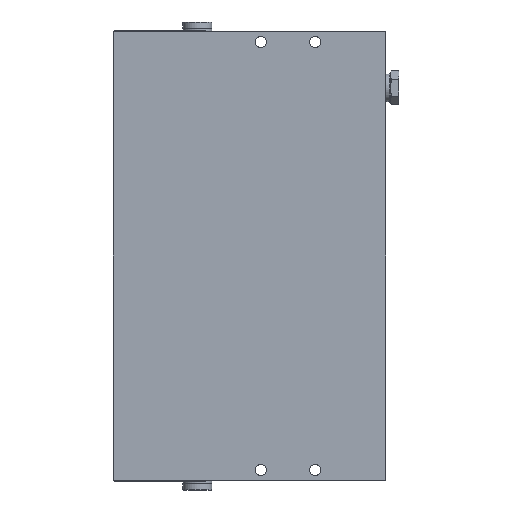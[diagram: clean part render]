
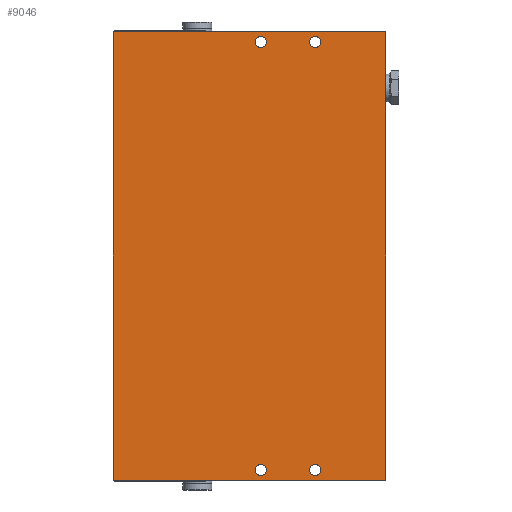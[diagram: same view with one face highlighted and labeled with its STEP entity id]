
A CAD part, front view. The second image highlights one B-rep face of the part: STEP entity #9046.
In plain terms, the highlighted planar face has unit normal (0, -1, 0).
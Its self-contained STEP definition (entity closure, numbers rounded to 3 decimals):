
#564=LINE('',#14276,#1190);
#605=LINE('',#14467,#1231);
#606=LINE('',#14477,#1232);
#607=LINE('',#14479,#1233);
#1190=VECTOR('',#11251,1000.);
#1231=VECTOR('',#11406,1000.);
#1232=VECTOR('',#11417,1000.);
#1233=VECTOR('',#11418,1000.);
#2050=ORIENTED_EDGE('',*,*,#4395,.T.);
#2051=ORIENTED_EDGE('',*,*,#4396,.T.);
#2052=ORIENTED_EDGE('',*,*,#4397,.T.);
#2053=ORIENTED_EDGE('',*,*,#4398,.T.);
#2054=ORIENTED_EDGE('',*,*,#4399,.T.);
#2055=ORIENTED_EDGE('',*,*,#4400,.F.);
#2056=ORIENTED_EDGE('',*,*,#4300,.F.);
#2057=ORIENTED_EDGE('',*,*,#4394,.T.);
#4300=EDGE_CURVE('',#5473,#5474,#564,.T.);
#4394=EDGE_CURVE('',#5473,#5566,#605,.T.);
#4395=EDGE_CURVE('',#5567,#5567,#6309,.T.);
#4396=EDGE_CURVE('',#5568,#5568,#6310,.T.);
#4397=EDGE_CURVE('',#5569,#5569,#6311,.T.);
#4398=EDGE_CURVE('',#5570,#5570,#6312,.T.);
#4399=EDGE_CURVE('',#5566,#5571,#606,.T.);
#4400=EDGE_CURVE('',#5474,#5571,#607,.T.);
#5473=VERTEX_POINT('',#14275);
#5474=VERTEX_POINT('',#14277);
#5566=VERTEX_POINT('',#14466);
#5567=VERTEX_POINT('',#14470);
#5568=VERTEX_POINT('',#14472);
#5569=VERTEX_POINT('',#14474);
#5570=VERTEX_POINT('',#14476);
#5571=VERTEX_POINT('',#14478);
#6309=CIRCLE('',#9899,2.75);
#6310=CIRCLE('',#9900,2.75);
#6311=CIRCLE('',#9901,2.75);
#6312=CIRCLE('',#9902,2.75);
#6777=EDGE_LOOP('',(#2050));
#6778=EDGE_LOOP('',(#2051));
#6779=EDGE_LOOP('',(#2052));
#6780=EDGE_LOOP('',(#2053));
#6781=EDGE_LOOP('',(#2054,#2055,#2056,#2057));
#7821=FACE_BOUND('',#6777,.T.);
#7822=FACE_BOUND('',#6778,.T.);
#7823=FACE_BOUND('',#6779,.T.);
#7824=FACE_BOUND('',#6780,.T.);
#7825=FACE_BOUND('',#6781,.T.);
#8738=PLANE('',#9898);
#9046=ADVANCED_FACE('',(#7821,#7822,#7823,#7824,#7825),#8738,.F.);
#9898=AXIS2_PLACEMENT_3D('',#14468,#11407,#11408);
#9899=AXIS2_PLACEMENT_3D('',#14469,#11409,#11410);
#9900=AXIS2_PLACEMENT_3D('',#14471,#11411,#11412);
#9901=AXIS2_PLACEMENT_3D('',#14473,#11413,#11414);
#9902=AXIS2_PLACEMENT_3D('',#14475,#11415,#11416);
#11251=DIRECTION('',(1.,0.,0.));
#11406=DIRECTION('',(0.,0.,-1.));
#11407=DIRECTION('',(0.,1.,0.));
#11408=DIRECTION('',(0.,0.,1.));
#11409=DIRECTION('',(0.,1.,0.));
#11410=DIRECTION('',(0.,0.,1.));
#11411=DIRECTION('',(0.,1.,0.));
#11412=DIRECTION('',(0.,0.,1.));
#11413=DIRECTION('',(0.,1.,0.));
#11414=DIRECTION('',(0.,0.,1.));
#11415=DIRECTION('',(0.,1.,0.));
#11416=DIRECTION('',(0.,0.,1.));
#11417=DIRECTION('',(1.,0.,0.));
#11418=DIRECTION('',(0.,0.,-1.));
#14275=CARTESIAN_POINT('',(0.,-42.5,215.5));
#14276=CARTESIAN_POINT('',(0.,-42.5,215.5));
#14277=CARTESIAN_POINT('',(131.,-42.5,215.5));
#14466=CARTESIAN_POINT('',(0.,-42.5,0.));
#14467=CARTESIAN_POINT('',(0.,-42.5,215.5));
#14468=CARTESIAN_POINT('',(0.,-42.5,215.5));
#14469=CARTESIAN_POINT('',(60.,-42.5,5.));
#14470=CARTESIAN_POINT('',(60.,-42.5,7.75));
#14471=CARTESIAN_POINT('',(34.,-42.5,210.5));
#14472=CARTESIAN_POINT('',(34.,-42.5,213.25));
#14473=CARTESIAN_POINT('',(60.,-42.5,210.5));
#14474=CARTESIAN_POINT('',(60.,-42.5,213.25));
#14475=CARTESIAN_POINT('',(34.,-42.5,5.));
#14476=CARTESIAN_POINT('',(34.,-42.5,7.75));
#14477=CARTESIAN_POINT('',(0.,-42.5,0.));
#14478=CARTESIAN_POINT('',(131.,-42.5,0.));
#14479=CARTESIAN_POINT('',(131.,-42.5,215.5));
